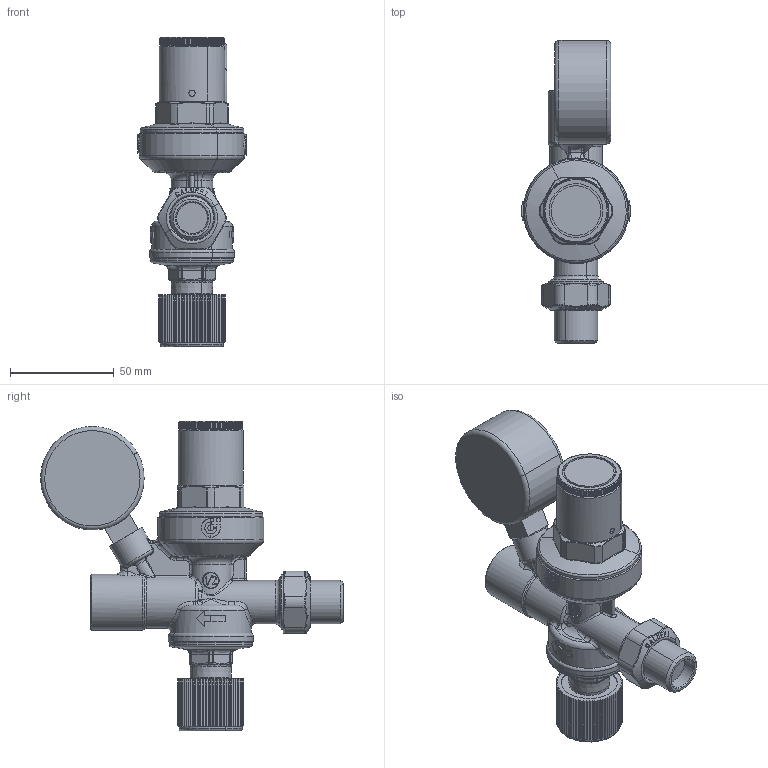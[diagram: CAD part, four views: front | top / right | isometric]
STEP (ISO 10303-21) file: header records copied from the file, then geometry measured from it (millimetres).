
FILE_DESCRIPTION(('CATIA V5 STEP Exchange'),'2;1');
FILE_NAME('STEP_553140_TST.stp','2019-04-03T07:28:34+00:00',('none'),('none'),'CATIA Version 5-6 Release 2016 SP4','CATIA V5 STEP AP203','none');
FILE_SCHEMA(('CONFIG_CONTROL_DESIGN'));
Products named in the file (1): 553140 TST
Bounding box: 52.4 x 146.16 x 149.42 mm (x, y, z)
Volume: 228465.1 mm3; surface area: 48523.8 mm2
Topology: 1 solids, 12 shells, 1645 faces, 4314 edges, 2709 vertices
Faces by surface type: plane 908, cylinder 271, bspline 205, cone 110, torus 101, sphere 31, extrusion 16, revolution 3
Entity records: 63464 total; most frequent: CARTESIAN_POINT 28503, ORIENTED_EDGE 8554, DIRECTION 4875, EDGE_CURVE 4277, VERTEX_POINT 2709, VECTOR 1990, LINE 1974, AXIS2_PLACEMENT_3D 1811
